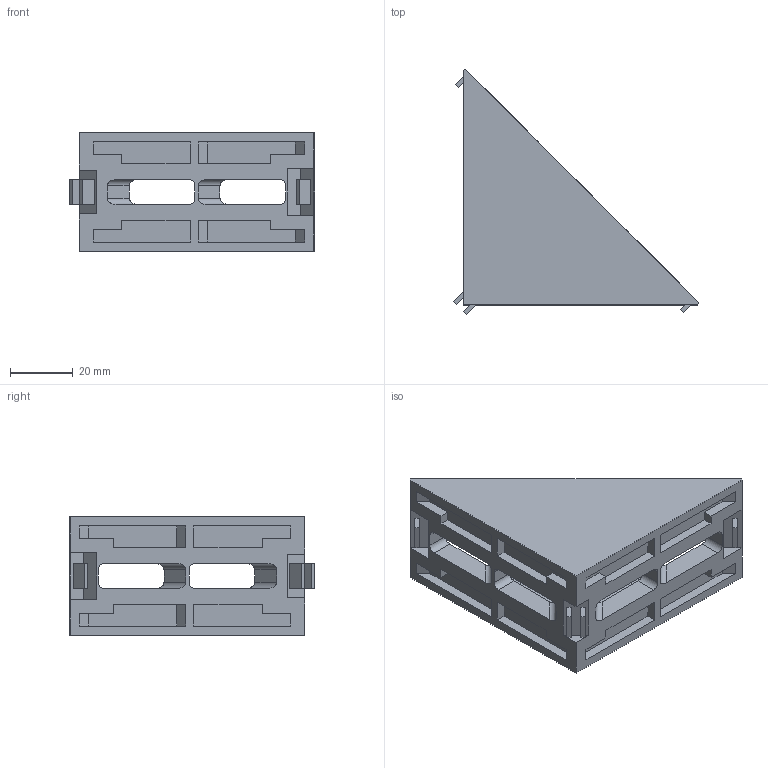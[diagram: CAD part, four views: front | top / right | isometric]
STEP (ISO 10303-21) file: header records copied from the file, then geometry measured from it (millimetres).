
FILE_DESCRIPTION((''),'2;1');
FILE_NAME('AR3441.stp','2021-03-05T14:13:48',('arma03'),(''),'Autodesk Inventor 2013','Autodesk Inventor 2013','');
FILE_SCHEMA(('AUTOMOTIVE_DESIGN { 1 0 10303 214 1 1 1 1 }'));
Length unit declared in the file: millimetre
Products named in the file (1): AR3441
Bounding box: 78.47 x 78.47 x 38 mm (x, y, z)
Volume: 42130.4 mm3; surface area: 23285.5 mm2
Topology: 1 solids, 1 shells, 167 faces, 452 edges, 300 vertices
Faces by surface type: plane 142, cylinder 25
Entity records: 5226 total; most frequent: CARTESIAN_POINT 920, ORIENTED_EDGE 904, DIRECTION 838, EDGE_CURVE 452, VECTOR 402, LINE 402, VERTEX_POINT 300, AXIS2_PLACEMENT_3D 218
